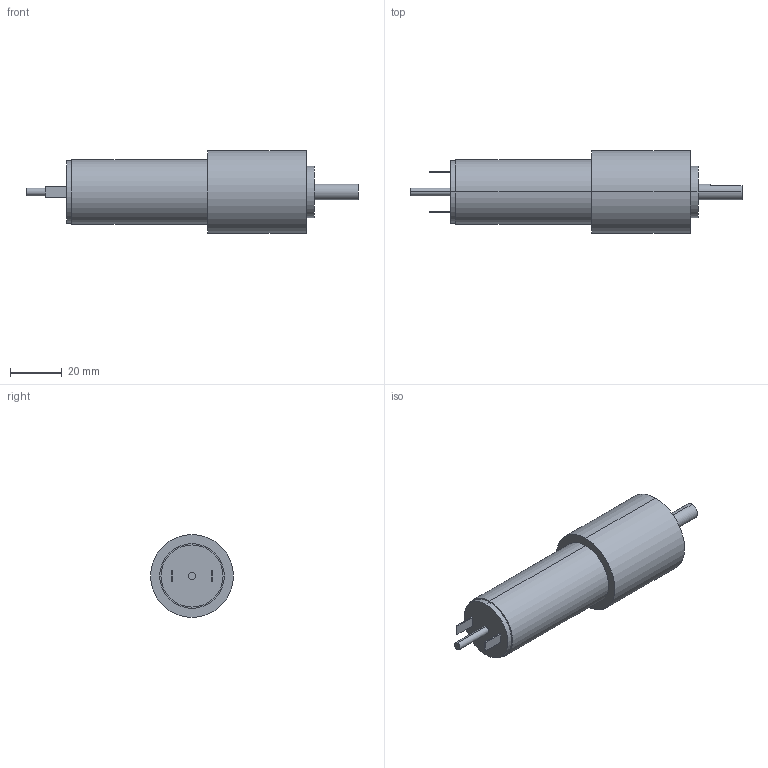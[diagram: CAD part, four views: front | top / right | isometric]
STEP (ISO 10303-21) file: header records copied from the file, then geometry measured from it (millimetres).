
FILE_DESCRIPTION (( 'STEP AP214' ), '1' );
FILE_NAME ('MotoReducteur_Maxon_RE25G_PLG32_12V.0020.STEP', '2020-09-01T14:16:10', ( '' ), ( '' ), 'SwSTEP 2.0', 'SolidWorks 2016', '' );
FILE_SCHEMA (( 'AUTOMOTIVE_DESIGN' ));
Length unit declared in the file: millimetre
Products named in the file (1): MotoReducteur_Maxon_RE25G_PLG32_12V.0020
Bounding box: 128.4 x 32 x 32 mm (x, y, z)
Volume: 58819.2 mm3; surface area: 10734.3 mm2
Topology: 1 solids, 1 shells, 47 faces, 106 edges, 64 vertices
Faces by surface type: cylinder 20, plane 19, cone 8
Entity records: 1461 total; most frequent: DIRECTION 236, CARTESIAN_POINT 210, ORIENTED_EDGE 196, EDGE_CURVE 98, AXIS2_PLACEMENT_3D 90, VERTEX_POINT 64, EDGE_LOOP 58, VECTOR 56
